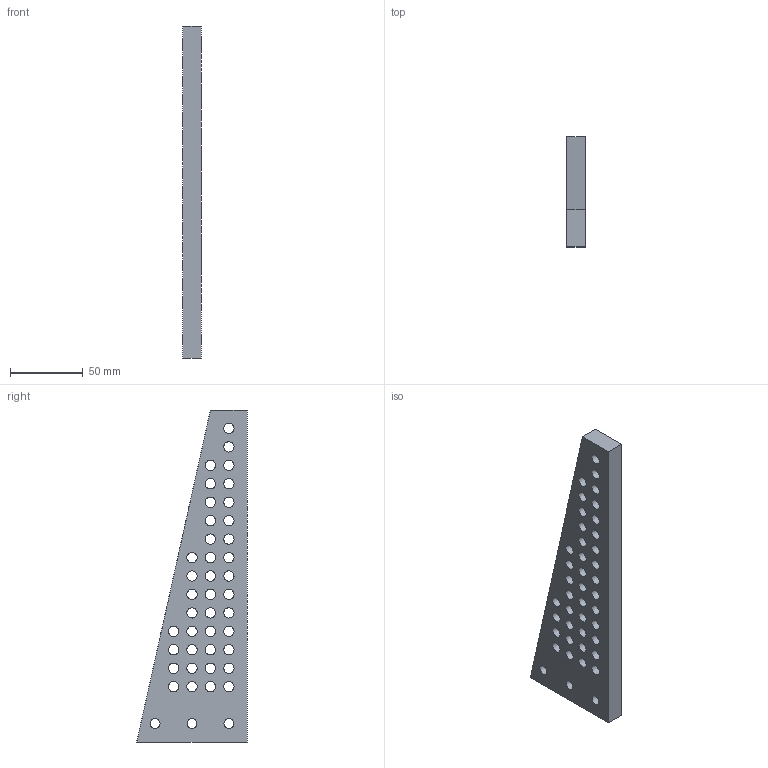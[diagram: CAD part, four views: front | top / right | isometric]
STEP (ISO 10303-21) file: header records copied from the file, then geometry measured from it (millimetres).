
FILE_DESCRIPTION(/* description */ (''),/* implementation_level */ '2;1');
FILE_NAME(/* name */ 'Vertical Support.step',/* time_stamp */ '2023-12-18T09:11:30-05:00',/* author */ (''),/* organization */ (''),/* preprocessor_version */ 'ST-DEVELOPER v20',/* originating_system */ 'Autodesk Translation Framework v12.14.0.127',/* authorisation */ '');
FILE_SCHEMA (('AUTOMOTIVE_DESIGN { 1 0 10303 214 3 1 1 }'));
Length unit declared in the file: inch
Products named in the file (1): Vertical Support
Bounding box: 12.7 x 76.2 x 228.6 mm (x, y, z)
Volume: 111264 mm3; surface area: 42359 mm2
Topology: 1 solids, 1 shells, 129 faces, 261 edges, 174 vertices
Faces by surface type: cylinder 83, plane 46
Full cylindrical faces by diameter (mm): 6.756 x3, 7.137 x40, 11.125 x40
Entity records: 3668 total; most frequent: DIRECTION 687, CARTESIAN_POINT 565, ORIENTED_EDGE 522, AXIS2_PLACEMENT_3D 296, EDGE_CURVE 261, EDGE_LOOP 255, VERTEX_POINT 174, CIRCLE 166
